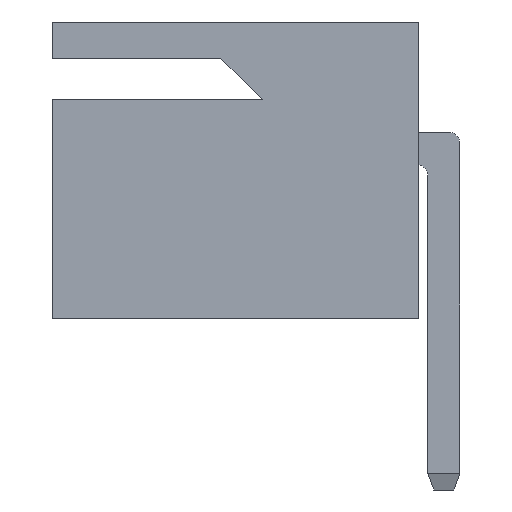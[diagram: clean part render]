
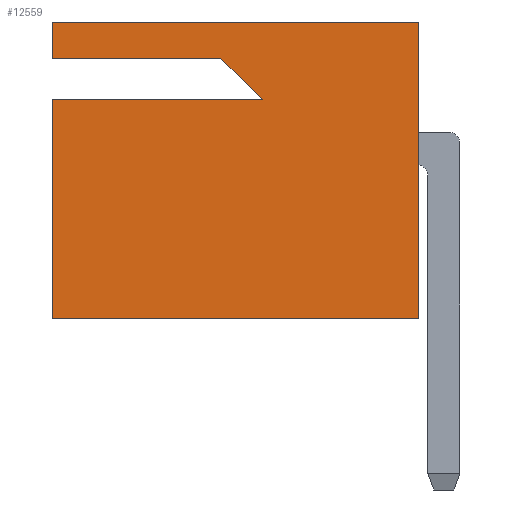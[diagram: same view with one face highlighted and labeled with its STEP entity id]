
A CAD part, left-side view. The second image highlights one B-rep face of the part: STEP entity #12559.
In plain terms, the highlighted planar face has unit normal (-1, 0, 0).
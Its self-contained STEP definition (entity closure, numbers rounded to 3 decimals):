
#979=ORIENTED_EDGE('',*,*,#3457,.T.);
#980=ORIENTED_EDGE('',*,*,#3458,.T.);
#981=ORIENTED_EDGE('',*,*,#3459,.T.);
#982=ORIENTED_EDGE('',*,*,#3289,.T.);
#983=ORIENTED_EDGE('',*,*,#3456,.F.);
#984=ORIENTED_EDGE('',*,*,#3296,.F.);
#985=ORIENTED_EDGE('',*,*,#3219,.T.);
#986=ORIENTED_EDGE('',*,*,#3460,.T.);
#3219=EDGE_CURVE('',#4497,#4496,#5294,.T.);
#3289=EDGE_CURVE('',#4514,#4559,#5364,.T.);
#3296=EDGE_CURVE('',#4497,#4565,#5371,.T.);
#3456=EDGE_CURVE('',#4565,#4559,#5531,.T.);
#3457=EDGE_CURVE('',#4658,#4659,#5532,.T.);
#3458=EDGE_CURVE('',#4659,#4660,#5533,.T.);
#3459=EDGE_CURVE('',#4660,#4514,#5534,.T.);
#3460=EDGE_CURVE('',#4496,#4658,#5535,.T.);
#4496=VERTEX_POINT('',#16079);
#4497=VERTEX_POINT('',#16081);
#4514=VERTEX_POINT('',#16126);
#4559=VERTEX_POINT('',#16217);
#4565=VERTEX_POINT('',#16232);
#4658=VERTEX_POINT('',#16520);
#4659=VERTEX_POINT('',#16521);
#4660=VERTEX_POINT('',#16523);
#5294=LINE('',#16080,#6281);
#5364=LINE('',#16218,#6351);
#5371=LINE('',#16231,#6358);
#5531=LINE('',#16517,#6518);
#5532=LINE('',#16519,#6519);
#5533=LINE('',#16522,#6520);
#5534=LINE('',#16524,#6521);
#5535=LINE('',#16525,#6522);
#6281=VECTOR('',#13913,1000.);
#6351=VECTOR('',#13993,1000.);
#6358=VECTOR('',#14002,1000.);
#6518=VECTOR('',#14228,1000.);
#6519=VECTOR('',#14231,1000.);
#6520=VECTOR('',#14232,1000.);
#6521=VECTOR('',#14233,1000.);
#6522=VECTOR('',#14234,1000.);
#7195=EDGE_LOOP('',(#979,#980,#981,#982,#983,#984,#985,#986));
#7760=FACE_BOUND('',#7195,.T.);
#8325=PLANE('',#13169);
#12559=ADVANCED_FACE('',(#7760),#8325,.T.);
#13169=AXIS2_PLACEMENT_3D('',#16518,#14229,#14230);
#13913=DIRECTION('',(0.,0.,-1.));
#13993=DIRECTION('',(0.,-1.,0.));
#14002=DIRECTION('',(0.,-1.,0.));
#14228=DIRECTION('',(0.,0.,-1.));
#14229=DIRECTION('',(-1.,0.,0.));
#14230=DIRECTION('',(0.,1.,0.));
#14231=DIRECTION('',(0.,-0.707,-0.707));
#14232=DIRECTION('',(0.,1.,0.));
#14233=DIRECTION('',(0.,0.,-1.));
#14234=DIRECTION('',(0.,-1.,0.));
#16079=CARTESIAN_POINT('',(-16.307,7.534,5.131));
#16080=CARTESIAN_POINT('',(-16.307,7.534,5.842));
#16081=CARTESIAN_POINT('',(-16.307,7.534,5.842));
#16126=CARTESIAN_POINT('',(-16.307,7.534,0.));
#16217=CARTESIAN_POINT('',(-16.307,0.32,0.));
#16218=CARTESIAN_POINT('',(-16.307,1.031,0.));
#16231=CARTESIAN_POINT('',(-16.307,1.031,5.842));
#16232=CARTESIAN_POINT('',(-16.307,0.32,5.842));
#16517=CARTESIAN_POINT('',(-16.307,0.32,5.842));
#16518=CARTESIAN_POINT('',(-16.307,1.031,5.842));
#16519=CARTESIAN_POINT('',(-16.307,4.206,5.131));
#16520=CARTESIAN_POINT('',(-16.307,4.206,5.131));
#16521=CARTESIAN_POINT('',(-16.307,3.393,4.318));
#16522=CARTESIAN_POINT('',(-16.307,3.393,4.318));
#16523=CARTESIAN_POINT('',(-16.307,7.534,4.318));
#16524=CARTESIAN_POINT('',(-16.307,7.534,5.842));
#16525=CARTESIAN_POINT('',(-16.307,7.534,5.131));
